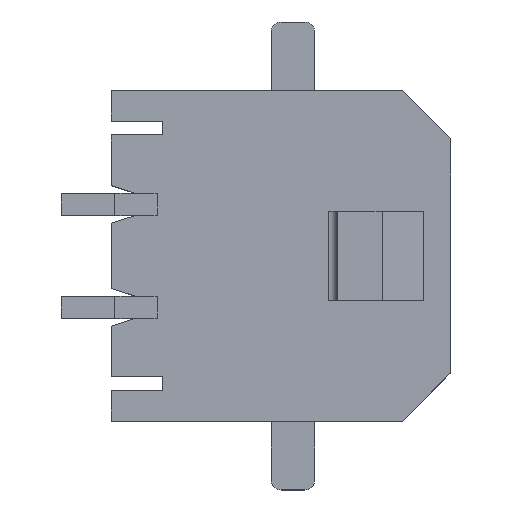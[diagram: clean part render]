
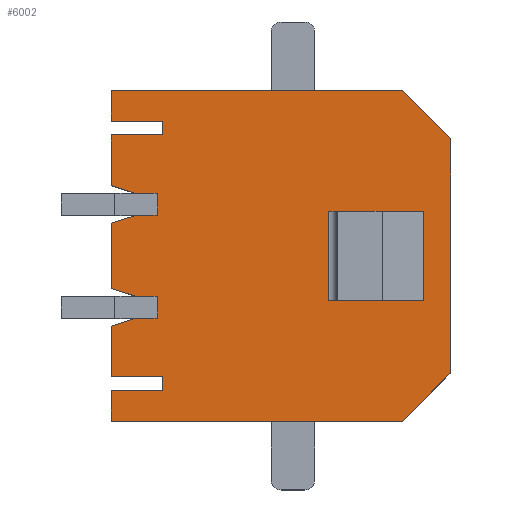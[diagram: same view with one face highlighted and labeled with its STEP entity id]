
A CAD part, top view. The second image highlights one B-rep face of the part: STEP entity #6002.
In plain terms, the highlighted planar face has unit normal (0, 0, 1).
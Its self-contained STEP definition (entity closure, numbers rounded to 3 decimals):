
#662=ORIENTED_EDGE('',*,*,#1334,.T.);
#663=ORIENTED_EDGE('',*,*,#1695,.T.);
#664=ORIENTED_EDGE('',*,*,#1696,.T.);
#665=ORIENTED_EDGE('',*,*,#1698,.T.);
#666=ORIENTED_EDGE('',*,*,#1373,.T.);
#667=ORIENTED_EDGE('',*,*,#1682,.T.);
#668=ORIENTED_EDGE('',*,*,#1369,.T.);
#669=ORIENTED_EDGE('',*,*,#1677,.T.);
#670=ORIENTED_EDGE('',*,*,#1675,.T.);
#671=ORIENTED_EDGE('',*,*,#1673,.F.);
#672=ORIENTED_EDGE('',*,*,#1669,.F.);
#673=ORIENTED_EDGE('',*,*,#1699,.F.);
#674=ORIENTED_EDGE('',*,*,#1700,.T.);
#675=ORIENTED_EDGE('',*,*,#1701,.F.);
#676=ORIENTED_EDGE('',*,*,#1634,.F.);
#677=ORIENTED_EDGE('',*,*,#1643,.F.);
#678=ORIENTED_EDGE('',*,*,#1631,.T.);
#679=ORIENTED_EDGE('',*,*,#1628,.T.);
#680=ORIENTED_EDGE('',*,*,#1627,.T.);
#681=ORIENTED_EDGE('',*,*,#1624,.T.);
#682=ORIENTED_EDGE('',*,*,#1621,.T.);
#683=ORIENTED_EDGE('',*,*,#1702,.T.);
#684=ORIENTED_EDGE('',*,*,#1703,.T.);
#685=ORIENTED_EDGE('',*,*,#1704,.T.);
#686=ORIENTED_EDGE('',*,*,#1378,.T.);
#687=ORIENTED_EDGE('',*,*,#1547,.T.);
#688=ORIENTED_EDGE('',*,*,#1404,.T.);
#689=ORIENTED_EDGE('',*,*,#1392,.T.);
#690=ORIENTED_EDGE('',*,*,#1405,.F.);
#691=ORIENTED_EDGE('',*,*,#1403,.F.);
#1334=EDGE_CURVE('',#1966,#1965,#2369,.T.);
#1369=EDGE_CURVE('',#2001,#2000,#2402,.T.);
#1373=EDGE_CURVE('',#2005,#2004,#2406,.T.);
#1378=EDGE_CURVE('',#2010,#2009,#2411,.T.);
#1392=EDGE_CURVE('',#2022,#2020,#2425,.T.);
#1403=EDGE_CURVE('',#2029,#2028,#2434,.T.);
#1404=EDGE_CURVE('',#2029,#2022,#2435,.T.);
#1405=EDGE_CURVE('',#2028,#2020,#2436,.T.);
#1547=EDGE_CURVE('',#2009,#1966,#2578,.T.);
#1621=EDGE_CURVE('',#2178,#2179,#2652,.T.);
#1624=EDGE_CURVE('',#2180,#2178,#2655,.T.);
#1627=EDGE_CURVE('',#2181,#2180,#2658,.T.);
#1628=EDGE_CURVE('',#2182,#2181,#2659,.T.);
#1631=EDGE_CURVE('',#2183,#2182,#2662,.T.);
#1634=EDGE_CURVE('',#2185,#2184,#2665,.T.);
#1643=EDGE_CURVE('',#2183,#2185,#2674,.T.);
#1669=EDGE_CURVE('',#2204,#2203,#2700,.T.);
#1673=EDGE_CURVE('',#2203,#2206,#2704,.T.);
#1675=EDGE_CURVE('',#2207,#2206,#2706,.T.);
#1677=EDGE_CURVE('',#2000,#2207,#2708,.T.);
#1682=EDGE_CURVE('',#2004,#2001,#2713,.T.);
#1695=EDGE_CURVE('',#1965,#2216,#2726,.T.);
#1696=EDGE_CURVE('',#2216,#2217,#2727,.T.);
#1698=EDGE_CURVE('',#2217,#2005,#2729,.T.);
#1699=EDGE_CURVE('',#2218,#2204,#2730,.T.);
#1700=EDGE_CURVE('',#2218,#2219,#2731,.T.);
#1701=EDGE_CURVE('',#2184,#2219,#2732,.T.);
#1702=EDGE_CURVE('',#2179,#2220,#2733,.T.);
#1703=EDGE_CURVE('',#2220,#2221,#2734,.T.);
#1704=EDGE_CURVE('',#2221,#2010,#2735,.T.);
#1965=VERTEX_POINT('',#7524);
#1966=VERTEX_POINT('',#7526);
#2000=VERTEX_POINT('',#7601);
#2001=VERTEX_POINT('',#7603);
#2004=VERTEX_POINT('',#7610);
#2005=VERTEX_POINT('',#7612);
#2009=VERTEX_POINT('',#7621);
#2010=VERTEX_POINT('',#7623);
#2020=VERTEX_POINT('',#7649);
#2022=VERTEX_POINT('',#7652);
#2028=VERTEX_POINT('',#7670);
#2029=VERTEX_POINT('',#7672);
#2178=VERTEX_POINT('',#8105);
#2179=VERTEX_POINT('',#8107);
#2180=VERTEX_POINT('',#8113);
#2181=VERTEX_POINT('',#8117);
#2182=VERTEX_POINT('',#8121);
#2183=VERTEX_POINT('',#8125);
#2184=VERTEX_POINT('',#8129);
#2185=VERTEX_POINT('',#8131);
#2203=VERTEX_POINT('',#8195);
#2204=VERTEX_POINT('',#8197);
#2206=VERTEX_POINT('',#8205);
#2207=VERTEX_POINT('',#8209);
#2216=VERTEX_POINT('',#8246);
#2217=VERTEX_POINT('',#8250);
#2218=VERTEX_POINT('',#8256);
#2219=VERTEX_POINT('',#8258);
#2220=VERTEX_POINT('',#8261);
#2221=VERTEX_POINT('',#8263);
#2369=LINE('',#7525,#2970);
#2402=LINE('',#7602,#3003);
#2406=LINE('',#7611,#3007);
#2411=LINE('',#7622,#3012);
#2425=LINE('',#7651,#3026);
#2434=LINE('',#7673,#3035);
#2435=LINE('',#7675,#3036);
#2436=LINE('',#7677,#3037);
#2578=LINE('',#7966,#3179);
#2652=LINE('',#8108,#3253);
#2655=LINE('',#8112,#3256);
#2658=LINE('',#8118,#3259);
#2659=LINE('',#8120,#3260);
#2662=LINE('',#8126,#3263);
#2665=LINE('',#8132,#3266);
#2674=LINE('',#8148,#3275);
#2700=LINE('',#8198,#3301);
#2704=LINE('',#8204,#3305);
#2706=LINE('',#8208,#3307);
#2708=LINE('',#8212,#3309);
#2713=LINE('',#8221,#3314);
#2726=LINE('',#8247,#3327);
#2727=LINE('',#8249,#3328);
#2729=LINE('',#8253,#3330);
#2730=LINE('',#8255,#3331);
#2731=LINE('',#8257,#3332);
#2732=LINE('',#8259,#3333);
#2733=LINE('',#8260,#3334);
#2734=LINE('',#8262,#3335);
#2735=LINE('',#8264,#3336);
#2970=VECTOR('',#6396,1000.);
#3003=VECTOR('',#6447,1000.);
#3007=VECTOR('',#6453,1000.);
#3012=VECTOR('',#6460,1000.);
#3026=VECTOR('',#6480,1000.);
#3035=VECTOR('',#6499,1000.);
#3036=VECTOR('',#6502,1000.);
#3037=VECTOR('',#6505,1000.);
#3179=VECTOR('',#6731,1000.);
#3253=VECTOR('',#6851,1000.);
#3256=VECTOR('',#6856,1000.);
#3259=VECTOR('',#6861,1000.);
#3260=VECTOR('',#6864,1000.);
#3263=VECTOR('',#6869,1000.);
#3266=VECTOR('',#6874,1000.);
#3275=VECTOR('',#6889,1000.);
#3301=VECTOR('',#6933,1000.);
#3305=VECTOR('',#6939,1000.);
#3307=VECTOR('',#6943,1000.);
#3309=VECTOR('',#6947,1000.);
#3314=VECTOR('',#6956,1000.);
#3327=VECTOR('',#6981,1000.);
#3328=VECTOR('',#6984,1000.);
#3330=VECTOR('',#6988,1000.);
#3331=VECTOR('',#6991,1000.);
#3332=VECTOR('',#6992,1000.);
#3333=VECTOR('',#6993,1000.);
#3334=VECTOR('',#6994,1000.);
#3335=VECTOR('',#6995,1000.);
#3336=VECTOR('',#6996,1000.);
#3685=EDGE_LOOP('',(#662,#663,#664,#665,#666,#667,#668,#669,#670,#671,#672,
#673,#674,#675,#676,#677,#678,#679,#680,#681,#682,#683,#684,#685,#686,#687));
#3686=EDGE_LOOP('',(#688,#689,#690,#691));
#3928=FACE_BOUND('',#3685,.T.);
#3929=FACE_BOUND('',#3686,.T.);
#4166=PLANE('',#6244);
#6002=ADVANCED_FACE('',(#3928,#3929),#4166,.T.);
#6244=AXIS2_PLACEMENT_3D('',#8254,#6989,#6990);
#6396=DIRECTION('',(0.,1.,0.));
#6447=DIRECTION('',(0.,1.,0.));
#6453=DIRECTION('',(0.,-1.,0.));
#6460=DIRECTION('',(0.,-1.,0.));
#6480=DIRECTION('',(-1.,0.,0.));
#6499=DIRECTION('',(-1.,0.,0.));
#6502=DIRECTION('',(0.,-1.,0.));
#6505=DIRECTION('',(0.,-1.,0.));
#6731=DIRECTION('',(-1.,0.,0.));
#6851=DIRECTION('',(-1.,0.,0.));
#6856=DIRECTION('',(0.,-1.,0.));
#6861=DIRECTION('',(-1.,0.,0.));
#6864=DIRECTION('',(0.,1.,0.));
#6869=DIRECTION('',(0.707,0.707,0.));
#6874=DIRECTION('',(-0.707,0.707,0.));
#6889=DIRECTION('',(-1.,0.,0.));
#6933=DIRECTION('',(1.,0.,0.));
#6939=DIRECTION('',(0.,1.,0.));
#6943=DIRECTION('',(-1.,0.,0.));
#6947=DIRECTION('',(-0.312,0.95,0.));
#6956=DIRECTION('',(-1.,0.,0.));
#6981=DIRECTION('',(-0.312,0.95,0.));
#6984=DIRECTION('',(-1.,0.,0.));
#6988=DIRECTION('',(-0.312,-0.95,0.));
#6989=DIRECTION('',(0.,0.,1.));
#6990=DIRECTION('',(0.,-1.,0.));
#6991=DIRECTION('',(0.,-1.,0.));
#6992=DIRECTION('',(-1.,0.,0.));
#6993=DIRECTION('',(0.,1.,0.));
#6994=DIRECTION('',(0.,1.,0.));
#6995=DIRECTION('',(-1.,0.,0.));
#6996=DIRECTION('',(-0.312,-0.95,0.));
#7524=CARTESIAN_POINT('',(1.18,4.25,2.185));
#7525=CARTESIAN_POINT('',(1.18,3.61,2.185));
#7526=CARTESIAN_POINT('',(1.18,3.61,2.185));
#7601=CARTESIAN_POINT('',(-1.82,4.25,2.185));
#7602=CARTESIAN_POINT('',(-1.82,3.61,2.185));
#7603=CARTESIAN_POINT('',(-1.82,3.61,2.185));
#7610=CARTESIAN_POINT('',(-1.18,3.61,2.185));
#7611=CARTESIAN_POINT('',(-1.18,4.25,2.185));
#7612=CARTESIAN_POINT('',(-1.18,4.25,2.185));
#7621=CARTESIAN_POINT('',(1.82,3.61,2.185));
#7622=CARTESIAN_POINT('',(1.82,4.25,2.185));
#7623=CARTESIAN_POINT('',(1.82,4.25,2.185));
#7649=CARTESIAN_POINT('',(-1.3,-4.15,2.185));
#7651=CARTESIAN_POINT('',(1.3,-4.15,2.185));
#7652=CARTESIAN_POINT('',(1.3,-4.15,2.185));
#7670=CARTESIAN_POINT('',(-1.3,-1.4,2.185));
#7672=CARTESIAN_POINT('',(1.3,-1.4,2.185));
#7673=CARTESIAN_POINT('',(1.3,-1.4,2.185));
#7675=CARTESIAN_POINT('',(1.3,-4.15,2.185));
#7677=CARTESIAN_POINT('',(-1.3,-4.15,2.185));
#7966=CARTESIAN_POINT('',(1.82,3.61,2.185));
#8105=CARTESIAN_POINT('',(3.925,3.45,2.185));
#8107=CARTESIAN_POINT('',(3.525,3.45,2.185));
#8108=CARTESIAN_POINT('',(3.925,3.45,2.185));
#8112=CARTESIAN_POINT('',(3.925,4.95,2.185));
#8113=CARTESIAN_POINT('',(3.925,4.95,2.185));
#8117=CARTESIAN_POINT('',(4.825,4.95,2.185));
#8118=CARTESIAN_POINT('',(4.825,4.95,2.185));
#8120=CARTESIAN_POINT('',(4.825,-4.95,2.185));
#8121=CARTESIAN_POINT('',(4.825,-3.536,2.185));
#8125=CARTESIAN_POINT('',(3.411,-4.95,2.185));
#8126=CARTESIAN_POINT('',(3.411,-4.95,2.185));
#8129=CARTESIAN_POINT('',(-4.825,-3.536,2.185));
#8131=CARTESIAN_POINT('',(-3.411,-4.95,2.185));
#8132=CARTESIAN_POINT('',(-3.411,-4.95,2.185));
#8148=CARTESIAN_POINT('',(4.825,-4.95,2.185));
#8195=CARTESIAN_POINT('',(-3.525,3.45,2.185));
#8197=CARTESIAN_POINT('',(-3.925,3.45,2.185));
#8198=CARTESIAN_POINT('',(-3.925,3.45,2.185));
#8204=CARTESIAN_POINT('',(-3.525,3.45,2.185));
#8205=CARTESIAN_POINT('',(-3.525,4.95,2.185));
#8208=CARTESIAN_POINT('',(4.825,4.95,2.185));
#8209=CARTESIAN_POINT('',(-2.05,4.95,2.185));
#8212=CARTESIAN_POINT('',(-1.82,4.25,2.185));
#8221=CARTESIAN_POINT('',(-1.18,3.61,2.185));
#8246=CARTESIAN_POINT('',(0.95,4.95,2.185));
#8247=CARTESIAN_POINT('',(1.18,4.25,2.185));
#8249=CARTESIAN_POINT('',(4.825,4.95,2.185));
#8250=CARTESIAN_POINT('',(-0.95,4.95,2.185));
#8253=CARTESIAN_POINT('',(-1.18,4.25,2.185));
#8254=CARTESIAN_POINT('',(4.825,-4.95,2.185));
#8255=CARTESIAN_POINT('',(-3.925,4.95,2.185));
#8256=CARTESIAN_POINT('',(-3.925,4.95,2.185));
#8257=CARTESIAN_POINT('',(4.825,4.95,2.185));
#8258=CARTESIAN_POINT('',(-4.825,4.95,2.185));
#8259=CARTESIAN_POINT('',(-4.825,-4.95,2.185));
#8260=CARTESIAN_POINT('',(3.525,3.45,2.185));
#8261=CARTESIAN_POINT('',(3.525,4.95,2.185));
#8262=CARTESIAN_POINT('',(4.825,4.95,2.185));
#8263=CARTESIAN_POINT('',(2.05,4.95,2.185));
#8264=CARTESIAN_POINT('',(1.82,4.25,2.185));
